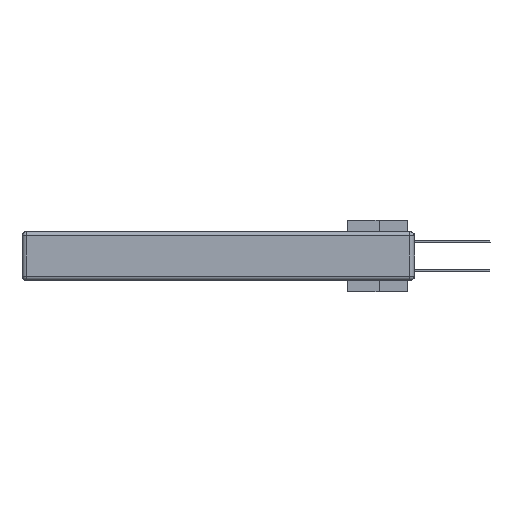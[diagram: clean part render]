
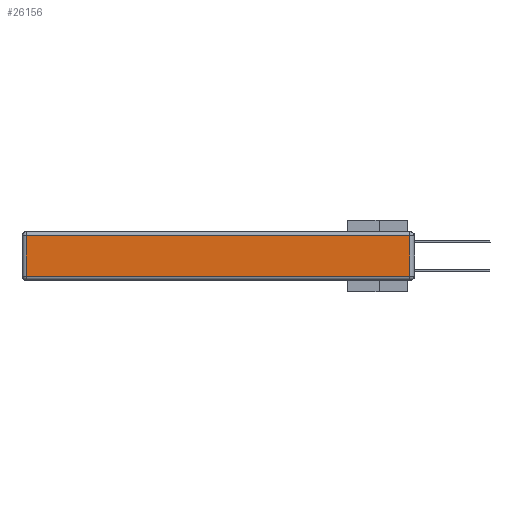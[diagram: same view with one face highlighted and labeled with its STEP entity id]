
A CAD part, left-side view. The second image highlights one B-rep face of the part: STEP entity #26156.
In plain terms, the highlighted planar face has unit normal (-1, 0, 0).
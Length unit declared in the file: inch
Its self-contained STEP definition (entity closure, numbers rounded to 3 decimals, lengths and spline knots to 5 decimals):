
#733 = ORIENTED_EDGE ( 'NONE', *, *, #21899, .T. ) ;
#776 = DIRECTION ( 'NONE',  ( 0., 0., 1. ) ) ;
#991 = DIRECTION ( 'NONE',  ( 0., 0., 1. ) ) ;
#3089 = VECTOR ( 'NONE', #776, 39.37008 ) ;
#3335 = CARTESIAN_POINT ( 'NONE',  ( 0., 0.03, -0.03 ) ) ;
#4818 = DIRECTION ( 'NONE',  ( 0., 0., -1. ) ) ;
#5666 = EDGE_LOOP ( 'NONE', ( #733, #22266, #14401, #5727 ) ) ;
#5727 = ORIENTED_EDGE ( 'NONE', *, *, #6706, .T. ) ;
#5886 = VERTEX_POINT ( 'NONE', #32274 ) ;
#6055 = CARTESIAN_POINT ( 'NONE',  ( 0., 0.03, -0.343 ) ) ;
#6311 = DIRECTION ( 'NONE',  ( 0., -1., 0. ) ) ;
#6706 = EDGE_CURVE ( 'NONE', #12616, #5886, #15818, .T. ) ;
#10441 = VERTEX_POINT ( 'NONE', #31791 ) ;
#11103 = CARTESIAN_POINT ( 'NONE',  ( 0., 0., -0.313 ) ) ;
#11831 = VECTOR ( 'NONE', #6311, 39.37008 ) ;
#12473 = LINE ( 'NONE', #26222, #29304 ) ;
#12616 = VERTEX_POINT ( 'NONE', #28478 ) ;
#13352 = EDGE_CURVE ( 'NONE', #10441, #20257, #21536, .T. ) ;
#13808 = VECTOR ( 'NONE', #4818, 39.37008 ) ;
#14401 = ORIENTED_EDGE ( 'NONE', *, *, #24936, .T. ) ;
#15818 = LINE ( 'NONE', #30023, #13808 ) ;
#16326 = CARTESIAN_POINT ( 'NONE',  ( 0., 0., -0.343 ) ) ;
#18915 = PLANE ( 'NONE',  #23083 ) ;
#20257 = VERTEX_POINT ( 'NONE', #3335 ) ;
#21159 = DIRECTION ( 'NONE',  ( -1., 0., 0. ) ) ;
#21536 = LINE ( 'NONE', #6055, #3089 ) ;
#21899 = EDGE_CURVE ( 'NONE', #5886, #10441, #29878, .T. ) ;
#22266 = ORIENTED_EDGE ( 'NONE', *, *, #13352, .T. ) ;
#23083 = AXIS2_PLACEMENT_3D ( 'NONE', #16326, #21159, #991 ) ;
#23547 = DIRECTION ( 'NONE',  ( 0., 1., 0. ) ) ;
#24936 = EDGE_CURVE ( 'NONE', #20257, #12616, #12473, .T. ) ;
#26156 = ADVANCED_FACE ( 'NONE', ( #31212 ), #18915, .T. ) ;
#26222 = CARTESIAN_POINT ( 'NONE',  ( 0., 2.75, -0.03 ) ) ;
#28478 = CARTESIAN_POINT ( 'NONE',  ( 0., 2.72, -0.03 ) ) ;
#29304 = VECTOR ( 'NONE', #23547, 39.37008 ) ;
#29878 = LINE ( 'NONE', #11103, #11831 ) ;
#30023 = CARTESIAN_POINT ( 'NONE',  ( 0., 2.72, -0.343 ) ) ;
#31212 = FACE_OUTER_BOUND ( 'NONE', #5666, .T. ) ;
#31791 = CARTESIAN_POINT ( 'NONE',  ( 0., 0.03, -0.313 ) ) ;
#32274 = CARTESIAN_POINT ( 'NONE',  ( 0., 2.72, -0.313 ) ) ;
